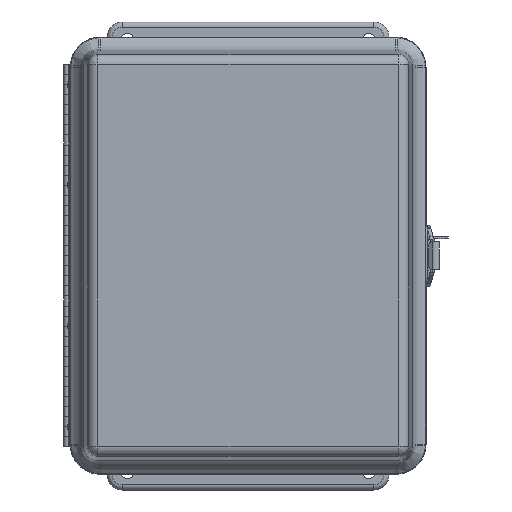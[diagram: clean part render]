
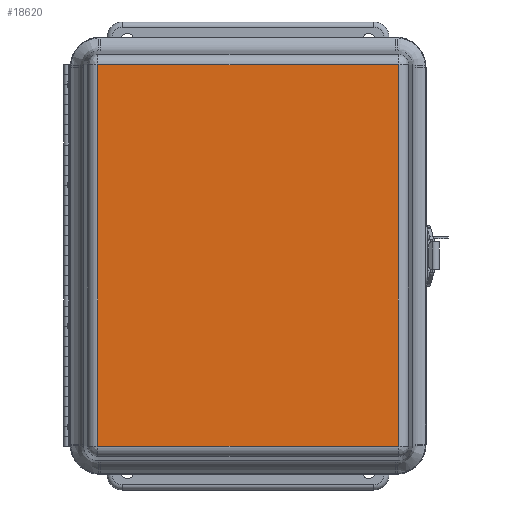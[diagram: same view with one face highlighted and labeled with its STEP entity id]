
A CAD part, top view. The second image highlights one B-rep face of the part: STEP entity #18620.
In plain terms, the highlighted planar face has unit normal (0, 0, 1).
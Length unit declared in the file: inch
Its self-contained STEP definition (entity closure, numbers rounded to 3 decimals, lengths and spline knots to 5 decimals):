
#1787=LINE($,#43607,#3016);
#1789=LINE($,#43624,#3018);
#1790=LINE($,#43630,#3019);
#1795=LINE($,#43664,#3024);
#3016=VECTOR($,#26112,7.4639);
#3018=VECTOR($,#26122,9.478);
#3019=VECTOR($,#26129,7.4639);
#3024=VECTOR($,#26150,9.478);
#3528=PLANE($,#20777);
#4508=CIRCLE($,#20756,0.00329);
#4513=CIRCLE($,#20762,0.00329);
#4517=CIRCLE($,#20769,0.00329);
#4520=CIRCLE($,#20772,0.00329);
#5974=FACE_OUTER_BOUND($,#7390,.T.);
#7390=EDGE_LOOP($,(#16711,#16712,#16713,#16714,#16715,#16716,#16717,#16718));
#9235=VERTEX_POINT($,#43598);
#9236=VERTEX_POINT($,#43600);
#9237=VERTEX_POINT($,#43605);
#9238=VERTEX_POINT($,#43617);
#9239=VERTEX_POINT($,#43623);
#9240=VERTEX_POINT($,#43627);
#9241=VERTEX_POINT($,#43629);
#9243=VERTEX_POINT($,#43653);
#11747=EDGE_CURVE($,#9235,#9236,#4508,.T.);
#11751=EDGE_CURVE($,#9236,#9237,#1787,.T.);
#11753=EDGE_CURVE($,#9237,#9238,#4513,.T.);
#11755=EDGE_CURVE($,#9238,#9239,#1789,.T.);
#11758=EDGE_CURVE($,#9240,#9241,#1790,.T.);
#11761=EDGE_CURVE($,#9239,#9240,#4517,.T.);
#11764=EDGE_CURVE($,#9241,#9243,#4520,.T.);
#11768=EDGE_CURVE($,#9243,#9235,#1795,.T.);
#16711=ORIENTED_EDGE($,*,*,#11747,.F.);
#16712=ORIENTED_EDGE($,*,*,#11768,.F.);
#16713=ORIENTED_EDGE($,*,*,#11764,.F.);
#16714=ORIENTED_EDGE($,*,*,#11758,.F.);
#16715=ORIENTED_EDGE($,*,*,#11761,.F.);
#16716=ORIENTED_EDGE($,*,*,#11755,.F.);
#16717=ORIENTED_EDGE($,*,*,#11753,.F.);
#16718=ORIENTED_EDGE($,*,*,#11751,.F.);
#18620=ADVANCED_FACE($,(#5974),#3528,.T.);
#20756=AXIS2_PLACEMENT_3D($,#43601,#26102,#26103);
#20762=AXIS2_PLACEMENT_3D($,#43619,#26115,#26116);
#20769=AXIS2_PLACEMENT_3D($,#43643,#26133,#26134);
#20772=AXIS2_PLACEMENT_3D($,#43657,#26139,#26140);
#20777=AXIS2_PLACEMENT_3D($,#43666,#26153,#26154);
#26102=DIRECTION('center_axis',(0.,0.,-1.));
#26103=DIRECTION('ref_axis',(-1.,-0.007,0.));
#26112=DIRECTION($,(0.,1.,0.));
#26115=DIRECTION('center_axis',(0.,0.,-1.));
#26116=DIRECTION('ref_axis',(-1.,0.007,0.));
#26122=DIRECTION($,(1.,0.,0.));
#26129=DIRECTION($,(0.,-1.,0.));
#26133=DIRECTION('center_axis',(0.,0.,-1.));
#26134=DIRECTION('ref_axis',(1.,0.007,0.));
#26139=DIRECTION('center_axis',(0.,0.,-1.));
#26140=DIRECTION('ref_axis',(1.,-0.007,0.));
#26150=DIRECTION($,(-1.,0.,0.));
#26153=DIRECTION('center_axis',(0.,0.,1.));
#26154=DIRECTION('ref_axis',(1.,0.,0.));
#43598=CARTESIAN_POINT('',(-4.739,-3.73524,4.015));
#43600=CARTESIAN_POINT('',(-4.74229,-3.73195,4.015));
#43601=CARTESIAN_POINT('Origin',(-4.739,-3.73195,4.015));
#43605=CARTESIAN_POINT('',(-4.74229,3.73195,4.015));
#43607=CARTESIAN_POINT($,(-4.74229,-3.73195,4.015));
#43617=CARTESIAN_POINT('',(-4.739,3.73524,4.015));
#43619=CARTESIAN_POINT('Origin',(-4.739,3.73195,4.015));
#43623=CARTESIAN_POINT('',(4.739,3.73524,4.015));
#43624=CARTESIAN_POINT($,(-4.739,3.73524,4.015));
#43627=CARTESIAN_POINT('',(4.74229,3.73195,4.015));
#43629=CARTESIAN_POINT('',(4.74229,-3.73195,4.015));
#43630=CARTESIAN_POINT($,(4.74229,3.73195,4.015));
#43643=CARTESIAN_POINT('Origin',(4.739,3.73195,4.015));
#43653=CARTESIAN_POINT('',(4.739,-3.73524,4.015));
#43657=CARTESIAN_POINT('Origin',(4.739,-3.73195,4.015));
#43664=CARTESIAN_POINT($,(4.739,-3.73524,4.015));
#43666=CARTESIAN_POINT('Origin',(0.,0.,4.015));
